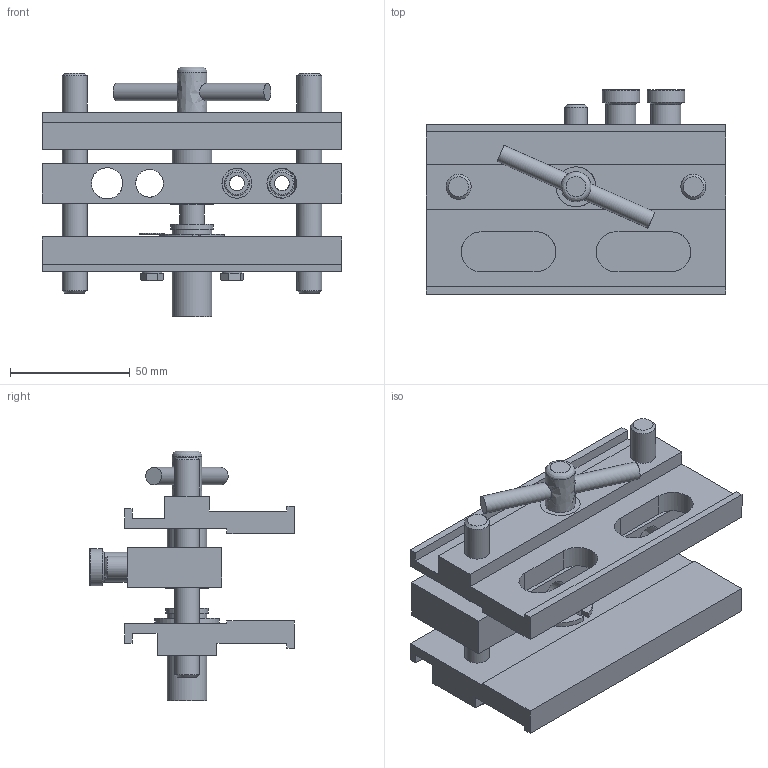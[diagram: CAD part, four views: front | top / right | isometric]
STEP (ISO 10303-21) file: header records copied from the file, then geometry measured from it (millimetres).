
FILE_DESCRIPTION(('FreeCAD Model'),'2;1');
FILE_NAME('Open CASCADE Shape Model','2025-05-08T08:32:53',('FreeCAD'),( 'FreeCAD'),'Open CASCADE STEP processor 7.6','FreeCAD','Unknown');
FILE_SCHEMA(('AUTOMOTIVE_DESIGN { 1 0 10303 214 1 1 1 1 }'));
Length unit declared in the file: millimetre
Products named in the file (1): Open CASCADE STEP translator 7.6 1
Bounding box: 124.91 x 85.35 x 104.09 mm (x, y, z)
Volume: 251350.5 mm3; surface area: 96065.4 mm2
Topology: 16 solids, 16 shells, 214 faces, 472 edges, 305 vertices
Faces by surface type: bspline 214
Entity records: 7566 total; most frequent: CARTESIAN_POINT 4638, ORIENTED_EDGE 944, EDGE_CURVE 472, VERTEX_POINT 305, FACE_BOUND 277, EDGE_LOOP 277, B_SPLINE_CURVE_WITH_KNOTS 266, ADVANCED_FACE 214
